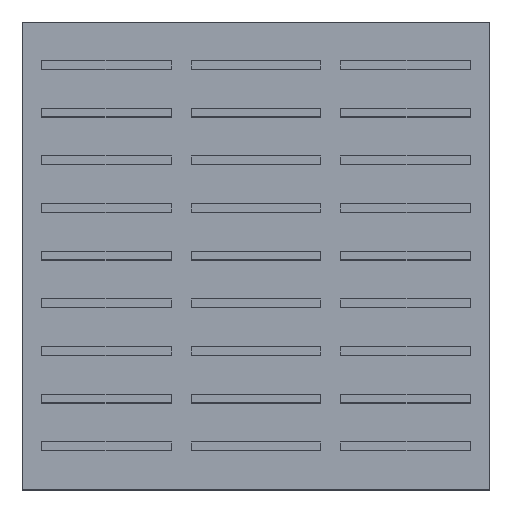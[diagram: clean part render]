
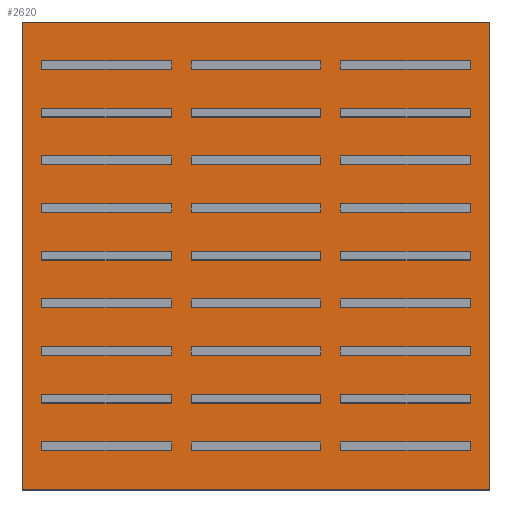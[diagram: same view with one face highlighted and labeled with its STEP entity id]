
A CAD part, top view. The second image highlights one B-rep face of the part: STEP entity #2620.
In plain terms, the highlighted planar face has unit normal (0, 0, 1).
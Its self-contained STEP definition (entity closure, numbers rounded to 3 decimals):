
#212=FACE_OUTER_BOUND($,#380,.T.);
#380=EDGE_LOOP($,(#2281,#2282,#2283,#2284));
#707=LINE($,#4230,#1043);
#710=LINE($,#4236,#1046);
#713=LINE($,#4242,#1049);
#716=LINE($,#4246,#1052);
#1043=VECTOR($,#3500,27.);
#1046=VECTOR($,#3505,27.);
#1049=VECTOR($,#3510,27.);
#1052=VECTOR($,#3515,27.);
#1271=VERTEX_POINT($,#4227);
#1272=VERTEX_POINT($,#4229);
#1274=VERTEX_POINT($,#4235);
#1276=VERTEX_POINT($,#4241);
#1603=EDGE_CURVE($,#1272,#1271,#707,.T.);
#1606=EDGE_CURVE($,#1274,#1272,#710,.T.);
#1609=EDGE_CURVE($,#1276,#1274,#713,.T.);
#1612=EDGE_CURVE($,#1271,#1276,#716,.T.);
#2281=ORIENTED_EDGE($,*,*,#1612,.T.);
#2282=ORIENTED_EDGE($,*,*,#1609,.T.);
#2283=ORIENTED_EDGE($,*,*,#1606,.T.);
#2284=ORIENTED_EDGE($,*,*,#1603,.T.);
#2452=PLANE($,#2845);
#2620=ADVANCED_FACE($,(#212),#2452,.T.);
#2845=AXIS2_PLACEMENT_3D($,#4248,#3518,#3519);
#3500=DIRECTION($,(-1.,0.,0.));
#3505=DIRECTION($,(0.,1.,0.));
#3510=DIRECTION($,(1.,0.,0.));
#3515=DIRECTION($,(0.,-1.,0.));
#3518=DIRECTION('center_axis',(0.,0.,1.));
#3519=DIRECTION('ref_axis',(1.,0.,0.));
#4227=CARTESIAN_POINT('',(-13.5,13.5,1.));
#4229=CARTESIAN_POINT('',(13.5,13.5,1.));
#4230=CARTESIAN_POINT($,(-13.5,13.5,1.));
#4235=CARTESIAN_POINT('',(13.5,-13.5,1.));
#4236=CARTESIAN_POINT($,(13.5,13.5,1.));
#4241=CARTESIAN_POINT('',(-13.5,-13.5,1.));
#4242=CARTESIAN_POINT($,(13.5,-13.5,1.));
#4246=CARTESIAN_POINT($,(-13.5,-13.5,1.));
#4248=CARTESIAN_POINT('Origin',(0.,0.,
1.));
